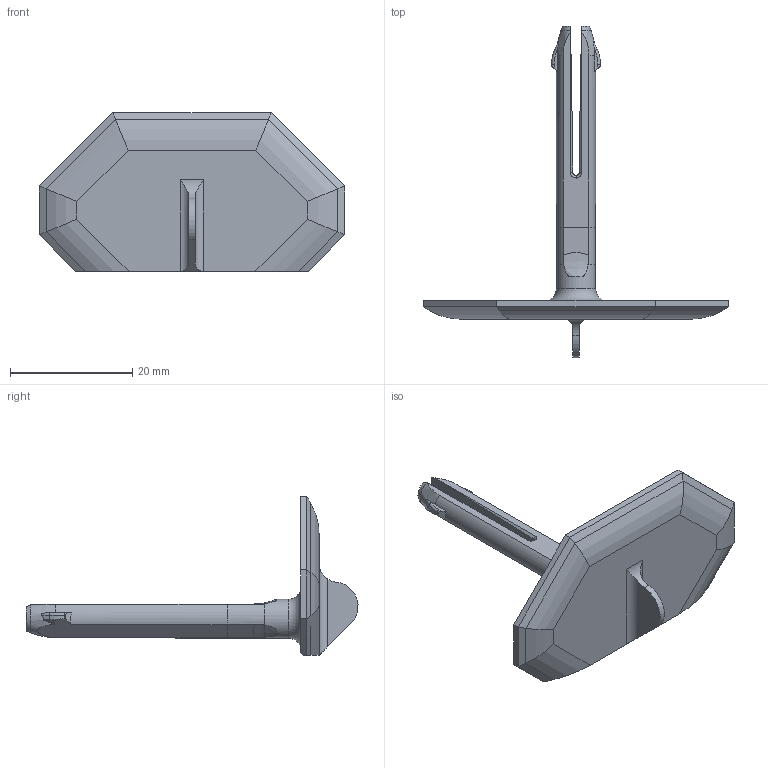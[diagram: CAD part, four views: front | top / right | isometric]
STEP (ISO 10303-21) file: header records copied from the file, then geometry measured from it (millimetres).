
FILE_DESCRIPTION(/* description */ (''),/* implementation_level */ '2;1');
FILE_NAME(/* name */ 'SideBraceRiserPlug-F3-01_004.step',/* time_stamp */ '2021-02-16T00:11:36-05:00',/* author */ (''),/* organization */ (''),/* preprocessor_version */ 'ST-DEVELOPER v18.1',/* originating_system */ 'Autodesk Translation Framework v9.7.1.1290',/* authorisation */ '');
FILE_SCHEMA (('AUTOMOTIVE_DESIGN { 1 0 10303 214 3 1 1 }'));
Length unit declared in the file: millimetre
Products named in the file (1): (Unsaved)
Bounding box: 50 x 54.36 x 26 mm (x, y, z)
Volume: 4349.6 mm3; surface area: 3769.9 mm2
Topology: 2 solids, 2 shells, 92 faces, 241 edges, 152 vertices
Faces by surface type: plane 49, cylinder 25, bspline 7, cone 6, torus 5
Full cylindrical faces by diameter (mm): 6.4 x1
Entity records: 3302 total; most frequent: CARTESIAN_POINT 1084, ORIENTED_EDGE 478, DIRECTION 428, EDGE_CURVE 239, VERTEX_POINT 152, AXIS2_PLACEMENT_3D 148, LINE 132, VECTOR 132
